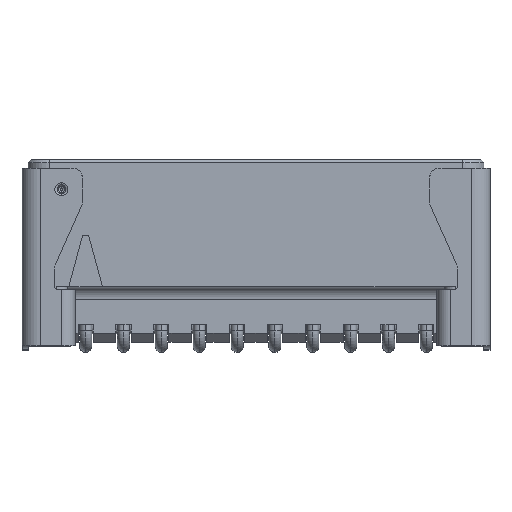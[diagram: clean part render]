
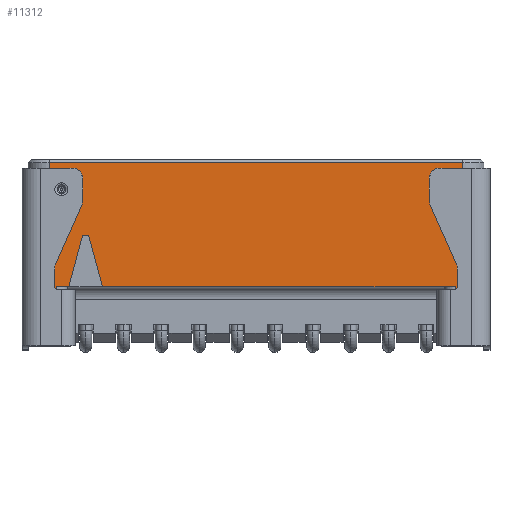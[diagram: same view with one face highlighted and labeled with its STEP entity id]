
A CAD part, top view. The second image highlights one B-rep face of the part: STEP entity #11312.
In plain terms, the highlighted planar face has unit normal (0, 0, 1).
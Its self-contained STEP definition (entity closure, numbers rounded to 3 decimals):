
#1739=DIRECTION('',(1.,0.,0.));
#1740=VECTOR('',#1739,0.394);
#1741=CARTESIAN_POINT('',(-6.575,-1.2,2.45));
#1742=LINE('',#1741,#1740);
#1767=DIRECTION('',(1.,0.,0.));
#1768=VECTOR('',#1767,11.644);
#1769=CARTESIAN_POINT('',(-5.069,-1.2,2.45));
#1770=LINE('',#1769,#1768);
#2793=DIRECTION('',(1.,0.,0.));
#2794=VECTOR('',#2793,0.25);
#2795=CARTESIAN_POINT('',(6.575,-3.035,2.45));
#2796=LINE('',#2795,#2794);
#2800=DIRECTION('',(0.,1.,0.));
#2801=VECTOR('',#2800,1.835);
#2802=CARTESIAN_POINT('',(6.575,-3.035,2.45));
#2803=LINE('',#2802,#2801);
#2807=DIRECTION('',(-0.259,0.966,0.));
#2808=VECTOR('',#2807,1.76);
#2809=CARTESIAN_POINT('',(-5.069,-1.2,2.45));
#2810=LINE('',#2809,#2808);
#2814=DIRECTION('',(-0.259,-0.966,0.));
#2815=VECTOR('',#2814,1.76);
#2816=CARTESIAN_POINT('',(-5.725,0.5,2.45));
#2817=LINE('',#2816,#2815);
#2821=DIRECTION('',(0.,1.,0.));
#2822=VECTOR('',#2821,1.835);
#2823=CARTESIAN_POINT('',(-6.575,-3.035,
2.45));
#2824=LINE('',#2823,#2822);
#2828=DIRECTION('',(-1.,0.,0.));
#2829=VECTOR('',#2828,0.25);
#2830=CARTESIAN_POINT('',(-6.575,-3.035,
2.45));
#2831=LINE('',#2830,#2829);
#2835=DIRECTION('',(0.,-1.,0.));
#2836=VECTOR('',#2835,5.935);
#2837=CARTESIAN_POINT('',(-6.825,2.9,2.45));
#2838=LINE('',#2837,#2836);
#2842=DIRECTION('',(-1.,0.,0.));
#2843=VECTOR('',#2842,13.65);
#2844=CARTESIAN_POINT('',(6.825,2.9,2.45));
#2845=LINE('',#2844,#2843);
#2849=DIRECTION('',(0.,-1.,0.));
#2850=VECTOR('',#2849,5.935);
#2851=CARTESIAN_POINT('',(6.825,2.9,2.45));
#2852=LINE('',#2851,#2850);
#2900=DIRECTION('',(1.,0.,0.));
#2901=VECTOR('',#2900,0.2);
#2902=CARTESIAN_POINT('',(-5.725,0.5,2.45));
#2903=LINE('',#2902,#2901);
#8729=CARTESIAN_POINT('',(-5.725,0.5,2.45));
#8730=CARTESIAN_POINT('',(-6.181,-1.2,2.45));
#8731=VERTEX_POINT('',#8729);
#8732=VERTEX_POINT('',#8730);
#8733=CARTESIAN_POINT('',(-5.069,-1.2,2.45));
#8734=CARTESIAN_POINT('',(-5.525,0.5,2.45));
#8735=VERTEX_POINT('',#8733);
#8736=VERTEX_POINT('',#8734);
#9404=CARTESIAN_POINT('',(-6.575,-1.2,2.45));
#9406=VERTEX_POINT('',#9404);
#9409=CARTESIAN_POINT('',(6.575,-1.2,2.45));
#9411=VERTEX_POINT('',#9409);
#9442=CARTESIAN_POINT('',(6.825,2.9,2.45));
#9443=VERTEX_POINT('',#9442);
#9446=CARTESIAN_POINT('',(-6.825,2.9,2.45));
#9447=VERTEX_POINT('',#9446);
#9580=CARTESIAN_POINT('',(6.825,-3.035,2.45));
#9581=VERTEX_POINT('',#9580);
#9584=CARTESIAN_POINT('',(6.575,-3.035,2.45));
#9585=VERTEX_POINT('',#9584);
#9654=CARTESIAN_POINT('',(-6.825,-3.035,2.45));
#9655=VERTEX_POINT('',#9654);
#9658=CARTESIAN_POINT('',(-6.575,-3.035,
2.45));
#9659=VERTEX_POINT('',#9658);
#11285=CARTESIAN_POINT('',(-7.525,0.,2.45));
#11286=DIRECTION('',(0.,0.,1.));
#11287=DIRECTION('',(1.,0.,0.));
#11288=AXIS2_PLACEMENT_3D('',#11285,#11286,#11287);
#11289=PLANE('',#11288);
#11290=ORIENTED_EDGE('',*,*,#11276,.F.);
#11292=ORIENTED_EDGE('',*,*,#11291,.T.);
#11293=ORIENTED_EDGE('',*,*,#10582,.F.);
#11295=ORIENTED_EDGE('',*,*,#11294,.T.);
#11297=ORIENTED_EDGE('',*,*,#11296,.F.);
#11299=ORIENTED_EDGE('',*,*,#11298,.T.);
#11300=ORIENTED_EDGE('',*,*,#10574,.F.);
#11302=ORIENTED_EDGE('',*,*,#11301,.F.);
#11304=ORIENTED_EDGE('',*,*,#11303,.T.);
#11306=ORIENTED_EDGE('',*,*,#11305,.F.);
#11308=ORIENTED_EDGE('',*,*,#11307,.F.);
#11309=ORIENTED_EDGE('',*,*,#11250,.T.);
#11310=EDGE_LOOP('',(#11290,#11292,#11293,#11295,#11297,#11299,#11300,#11302,
#11304,#11306,#11308,#11309));
#11311=FACE_OUTER_BOUND('',#11310,.F.);
#11312=ADVANCED_FACE('',(#11311),#11289,.T.);
#10574=EDGE_CURVE('',#9406,#8732,#1742,.T.);
#10582=EDGE_CURVE('',#8735,#9411,#1770,.T.);
#11250=EDGE_CURVE('',#9443,#9581,#2852,.T.);
#11276=EDGE_CURVE('',#9585,#9581,#2796,.T.);
#11291=EDGE_CURVE('',#9585,#9411,#2803,.T.);
#11294=EDGE_CURVE('',#8735,#8736,#2810,.T.);
#11296=EDGE_CURVE('',#8731,#8736,#2903,.T.);
#11298=EDGE_CURVE('',#8731,#8732,#2817,.T.);
#11301=EDGE_CURVE('',#9659,#9406,#2824,.T.);
#11303=EDGE_CURVE('',#9659,#9655,#2831,.T.);
#11305=EDGE_CURVE('',#9447,#9655,#2838,.T.);
#11307=EDGE_CURVE('',#9443,#9447,#2845,.T.);
